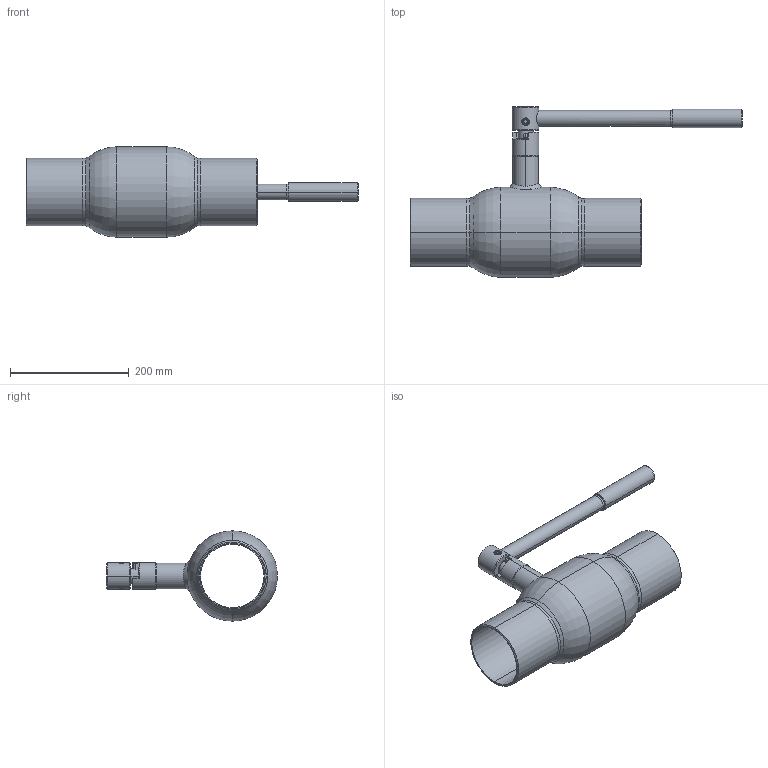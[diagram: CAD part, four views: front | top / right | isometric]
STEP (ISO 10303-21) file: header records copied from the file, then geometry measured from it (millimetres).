
FILE_DESCRIPTION (( 'STEP AP214' ), '1' );
FILE_NAME ('64102100 010.STEP', '2010-10-11T19:50:51', ( 'BROEN A/S' ), ( 'BROEN A/S' ), 'SwSTEP 2.0', 'SolidWorks 2009', '' );
FILE_SCHEMA (( 'AUTOMOTIVE_DESIGN' ));
Length unit declared in the file: millimetre
Products named in the file (1): 64102100 010
Bounding box: 560.02 x 288.3 x 152.4 mm (x, y, z)
Surface area: 301473.1 mm2 (no closed solid volume)
Topology: 0 solids, 22 shells, 159 faces, 602 edges, 441 vertices
Faces by surface type: cylinder 65, cone 41, plane 23, bspline 14, torus 12, sphere 4
Entity records: 13039 total; most frequent: CARTESIAN_POINT 6670, ORIENTED_EDGE 881, DIRECTION 865, EDGE_CURVE 602, VERTEX_POINT 441, AXIS2_PLACEMENT_3D 338, B_SPLINE_CURVE_WITH_KNOTS 209, CIRCLE 192
